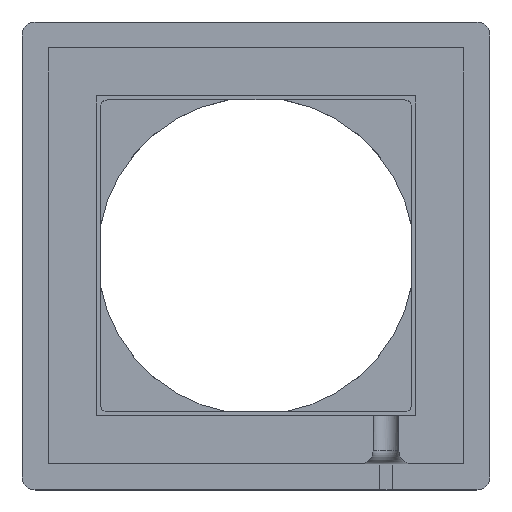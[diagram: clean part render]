
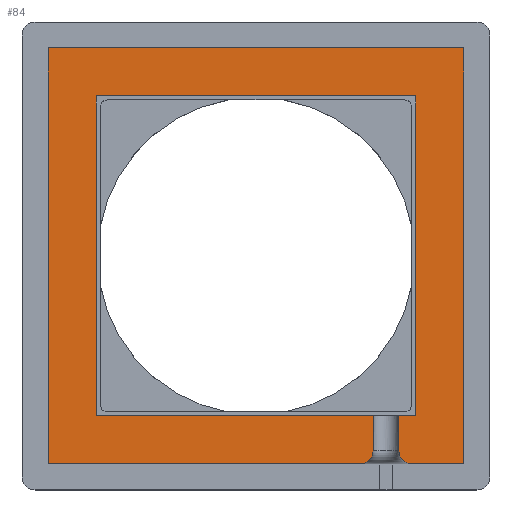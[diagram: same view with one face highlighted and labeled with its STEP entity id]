
A CAD part, top view. The second image highlights one B-rep face of the part: STEP entity #84.
In plain terms, the highlighted planar face has unit normal (0, 0, 1).
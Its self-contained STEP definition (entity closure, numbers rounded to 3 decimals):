
#21 = EDGE_CURVE('',#22,#24,#26,.T.);
#22 = VERTEX_POINT('',#23);
#23 = CARTESIAN_POINT('',(45.025,-75.,15.));
#24 = VERTEX_POINT('',#25);
#25 = CARTESIAN_POINT('',(45.025,-61.5,15.));
#26 = LINE('',#27,#28);
#27 = CARTESIAN_POINT('',(45.025,-60.,15.));
#28 = VECTOR('',#29,1.);
#29 = DIRECTION('',(0.,1.,0.));
#57 = VERTEX_POINT('',#58);
#58 = CARTESIAN_POINT('',(54.975,-61.5,15.));
#65 = EDGE_CURVE('',#66,#57,#68,.T.);
#66 = VERTEX_POINT('',#67);
#67 = CARTESIAN_POINT('',(54.975,-75.,15.));
#68 = LINE('',#69,#70);
#69 = CARTESIAN_POINT('',(54.975,-60.,15.));
#70 = VECTOR('',#71,1.);
#71 = DIRECTION('',(0.,1.,0.));
#84 = ADVANCED_FACE('',(#85),#249,.T.);
#85 = FACE_BOUND('',#86,.T.);
#86 = EDGE_LOOP('',(#87,#97,#105,#113,#121,#129,#169,#170,#178,#186,#194
    ,#202,#208,#209));
#87 = ORIENTED_EDGE('',*,*,#88,.T.);
#88 = EDGE_CURVE('',#89,#91,#93,.T.);
#89 = VERTEX_POINT('',#90);
#90 = CARTESIAN_POINT('',(59.987,-80.,15.));
#91 = VERTEX_POINT('',#92);
#92 = CARTESIAN_POINT('',(80.,-80.,15.));
#93 = LINE('',#94,#95);
#94 = CARTESIAN_POINT('',(-80.,-80.,15.));
#95 = VECTOR('',#96,1.);
#96 = DIRECTION('',(1.,0.,0.));
#97 = ORIENTED_EDGE('',*,*,#98,.T.);
#98 = EDGE_CURVE('',#91,#99,#101,.T.);
#99 = VERTEX_POINT('',#100);
#100 = CARTESIAN_POINT('',(80.,80.,15.));
#101 = LINE('',#102,#103);
#102 = CARTESIAN_POINT('',(80.,-80.,15.));
#103 = VECTOR('',#104,1.);
#104 = DIRECTION('',(0.,1.,0.));
#105 = ORIENTED_EDGE('',*,*,#106,.T.);
#106 = EDGE_CURVE('',#99,#107,#109,.T.);
#107 = VERTEX_POINT('',#108);
#108 = CARTESIAN_POINT('',(-80.,80.,15.));
#109 = LINE('',#110,#111);
#110 = CARTESIAN_POINT('',(80.,80.,15.));
#111 = VECTOR('',#112,1.);
#112 = DIRECTION('',(-1.,0.,0.));
#113 = ORIENTED_EDGE('',*,*,#114,.T.);
#114 = EDGE_CURVE('',#107,#115,#117,.T.);
#115 = VERTEX_POINT('',#116);
#116 = CARTESIAN_POINT('',(-80.,-80.,15.));
#117 = LINE('',#118,#119);
#118 = CARTESIAN_POINT('',(-80.,80.,15.));
#119 = VECTOR('',#120,1.);
#120 = DIRECTION('',(0.,-1.,0.));
#121 = ORIENTED_EDGE('',*,*,#122,.T.);
#122 = EDGE_CURVE('',#115,#123,#125,.T.);
#123 = VERTEX_POINT('',#124);
#124 = CARTESIAN_POINT('',(40.013,-80.,15.));
#125 = LINE('',#126,#127);
#126 = CARTESIAN_POINT('',(-80.,-80.,15.));
#127 = VECTOR('',#128,1.);
#128 = DIRECTION('',(1.,0.,0.));
#129 = ORIENTED_EDGE('',*,*,#130,.F.);
#130 = EDGE_CURVE('',#22,#123,#131,.T.);
#131 = B_SPLINE_CURVE_WITH_KNOTS('',6,(#132,#133,#134,#135,#136,#137,
    #138,#139,#140,#141,#142,#143,#144,#145,#146,#147,#148,#149,#150,
    #151,#152,#153,#154,#155,#156,#157,#158,#159,#160,#161,#162,#163,
    #164,#165,#166,#167,#168),.UNSPECIFIED.,.F.,.F.,(7,5,5,5,5,5,5,7),(
    0.,0.279,0.387,0.461,0.515,
    0.662,0.876,1.),.UNSPECIFIED.);
#132 = CARTESIAN_POINT('',(45.025,-75.,15.));
#133 = CARTESIAN_POINT('',(45.025,-75.366,15.));
#134 = CARTESIAN_POINT('',(44.993,-75.732,15.));
#135 = CARTESIAN_POINT('',(44.928,-76.095,15.));
#136 = CARTESIAN_POINT('',(44.832,-76.45,15.));
#137 = CARTESIAN_POINT('',(44.704,-76.795,15.));
#138 = CARTESIAN_POINT('',(44.488,-77.254,15.));
#139 = CARTESIAN_POINT('',(44.423,-77.38,15.));
#140 = CARTESIAN_POINT('',(44.354,-77.504,15.));
#141 = CARTESIAN_POINT('',(44.281,-77.625,15.));
#142 = CARTESIAN_POINT('',(44.204,-77.744,15.));
#143 = CARTESIAN_POINT('',(44.067,-77.939,15.));
#144 = CARTESIAN_POINT('',(44.01,-78.017,15.));
#145 = CARTESIAN_POINT('',(43.95,-78.094,15.));
#146 = CARTESIAN_POINT('',(43.889,-78.17,15.));
#147 = CARTESIAN_POINT('',(43.827,-78.244,15.));
#148 = CARTESIAN_POINT('',(43.715,-78.369,15.));
#149 = CARTESIAN_POINT('',(43.667,-78.421,15.));
#150 = CARTESIAN_POINT('',(43.618,-78.472,15.));
#151 = CARTESIAN_POINT('',(43.569,-78.523,15.));
#152 = CARTESIAN_POINT('',(43.518,-78.573,15.));
#153 = CARTESIAN_POINT('',(43.328,-78.753,15.));
#154 = CARTESIAN_POINT('',(43.183,-78.879,15.));
#155 = CARTESIAN_POINT('',(43.033,-78.997,15.));
#156 = CARTESIAN_POINT('',(42.877,-79.109,15.));
#157 = CARTESIAN_POINT('',(42.716,-79.213,15.));
#158 = CARTESIAN_POINT('',(42.309,-79.452,15.));
#159 = CARTESIAN_POINT('',(42.057,-79.578,15.));
#160 = CARTESIAN_POINT('',(41.798,-79.687,15.));
#161 = CARTESIAN_POINT('',(41.531,-79.778,15.));
#162 = CARTESIAN_POINT('',(41.26,-79.851,15.));
#163 = CARTESIAN_POINT('',(40.824,-79.936,15.));
#164 = CARTESIAN_POINT('',(40.663,-79.962,15.));
#165 = CARTESIAN_POINT('',(40.501,-79.981,15.));
#166 = CARTESIAN_POINT('',(40.339,-79.994,15.));
#167 = CARTESIAN_POINT('',(40.176,-80.,15.));
#168 = CARTESIAN_POINT('',(40.013,-80.,15.));
#169 = ORIENTED_EDGE('',*,*,#21,.T.);
#170 = ORIENTED_EDGE('',*,*,#171,.F.);
#171 = EDGE_CURVE('',#172,#24,#174,.T.);
#172 = VERTEX_POINT('',#173);
#173 = CARTESIAN_POINT('',(-61.5,-61.5,15.));
#174 = LINE('',#175,#176);
#175 = CARTESIAN_POINT('',(30.75,-61.5,15.));
#176 = VECTOR('',#177,1.);
#177 = DIRECTION('',(1.,0.,0.));
#178 = ORIENTED_EDGE('',*,*,#179,.F.);
#179 = EDGE_CURVE('',#180,#172,#182,.T.);
#180 = VERTEX_POINT('',#181);
#181 = CARTESIAN_POINT('',(-61.5,61.5,15.));
#182 = LINE('',#183,#184);
#183 = CARTESIAN_POINT('',(-61.5,-30.75,15.));
#184 = VECTOR('',#185,1.);
#185 = DIRECTION('',(0.,-1.,0.));
#186 = ORIENTED_EDGE('',*,*,#187,.F.);
#187 = EDGE_CURVE('',#188,#180,#190,.T.);
#188 = VERTEX_POINT('',#189);
#189 = CARTESIAN_POINT('',(61.5,61.5,15.));
#190 = LINE('',#191,#192);
#191 = CARTESIAN_POINT('',(-30.75,61.5,15.));
#192 = VECTOR('',#193,1.);
#193 = DIRECTION('',(-1.,0.,0.));
#194 = ORIENTED_EDGE('',*,*,#195,.F.);
#195 = EDGE_CURVE('',#196,#188,#198,.T.);
#196 = VERTEX_POINT('',#197);
#197 = CARTESIAN_POINT('',(61.5,-61.5,15.));
#198 = LINE('',#199,#200);
#199 = CARTESIAN_POINT('',(61.5,30.75,15.));
#200 = VECTOR('',#201,1.);
#201 = DIRECTION('',(0.,1.,0.));
#202 = ORIENTED_EDGE('',*,*,#203,.F.);
#203 = EDGE_CURVE('',#57,#196,#204,.T.);
#204 = LINE('',#205,#206);
#205 = CARTESIAN_POINT('',(30.75,-61.5,15.));
#206 = VECTOR('',#207,1.);
#207 = DIRECTION('',(1.,0.,0.));
#208 = ORIENTED_EDGE('',*,*,#65,.F.);
#209 = ORIENTED_EDGE('',*,*,#210,.T.);
#210 = EDGE_CURVE('',#66,#89,#211,.T.);
#211 = B_SPLINE_CURVE_WITH_KNOTS('',6,(#212,#213,#214,#215,#216,#217,
    #218,#219,#220,#221,#222,#223,#224,#225,#226,#227,#228,#229,#230,
    #231,#232,#233,#234,#235,#236,#237,#238,#239,#240,#241,#242,#243,
    #244,#245,#246,#247,#248),.UNSPECIFIED.,.F.,.F.,(7,5,5,5,5,5,5,7),(
    0.,0.279,0.387,0.461,0.515,
    0.662,0.876,1.),.UNSPECIFIED.);
#212 = CARTESIAN_POINT('',(54.975,-75.,15.));
#213 = CARTESIAN_POINT('',(54.975,-75.366,15.));
#214 = CARTESIAN_POINT('',(55.007,-75.732,15.));
#215 = CARTESIAN_POINT('',(55.072,-76.095,15.));
#216 = CARTESIAN_POINT('',(55.168,-76.45,15.));
#217 = CARTESIAN_POINT('',(55.296,-76.795,15.));
#218 = CARTESIAN_POINT('',(55.512,-77.254,15.));
#219 = CARTESIAN_POINT('',(55.577,-77.38,15.));
#220 = CARTESIAN_POINT('',(55.646,-77.504,15.));
#221 = CARTESIAN_POINT('',(55.719,-77.625,15.));
#222 = CARTESIAN_POINT('',(55.796,-77.744,15.));
#223 = CARTESIAN_POINT('',(55.933,-77.939,15.));
#224 = CARTESIAN_POINT('',(55.99,-78.017,15.));
#225 = CARTESIAN_POINT('',(56.05,-78.094,15.));
#226 = CARTESIAN_POINT('',(56.111,-78.17,15.));
#227 = CARTESIAN_POINT('',(56.173,-78.244,15.));
#228 = CARTESIAN_POINT('',(56.285,-78.369,15.));
#229 = CARTESIAN_POINT('',(56.333,-78.421,15.));
#230 = CARTESIAN_POINT('',(56.382,-78.472,15.));
#231 = CARTESIAN_POINT('',(56.431,-78.523,15.));
#232 = CARTESIAN_POINT('',(56.482,-78.573,15.));
#233 = CARTESIAN_POINT('',(56.672,-78.753,15.));
#234 = CARTESIAN_POINT('',(56.817,-78.879,15.));
#235 = CARTESIAN_POINT('',(56.967,-78.997,15.));
#236 = CARTESIAN_POINT('',(57.123,-79.109,15.));
#237 = CARTESIAN_POINT('',(57.284,-79.213,15.));
#238 = CARTESIAN_POINT('',(57.691,-79.452,15.));
#239 = CARTESIAN_POINT('',(57.943,-79.578,15.));
#240 = CARTESIAN_POINT('',(58.202,-79.687,15.));
#241 = CARTESIAN_POINT('',(58.469,-79.778,15.));
#242 = CARTESIAN_POINT('',(58.74,-79.851,15.));
#243 = CARTESIAN_POINT('',(59.176,-79.936,15.));
#244 = CARTESIAN_POINT('',(59.337,-79.962,15.));
#245 = CARTESIAN_POINT('',(59.499,-79.981,15.));
#246 = CARTESIAN_POINT('',(59.661,-79.994,15.));
#247 = CARTESIAN_POINT('',(59.824,-80.,15.));
#248 = CARTESIAN_POINT('',(59.987,-80.,15.));
#249 = PLANE('',#250);
#250 = AXIS2_PLACEMENT_3D('',#251,#252,#253);
#251 = CARTESIAN_POINT('',(0.,0.,15.));
#252 = DIRECTION('',(0.,0.,1.));
#253 = DIRECTION('',(1.,0.,0.));
